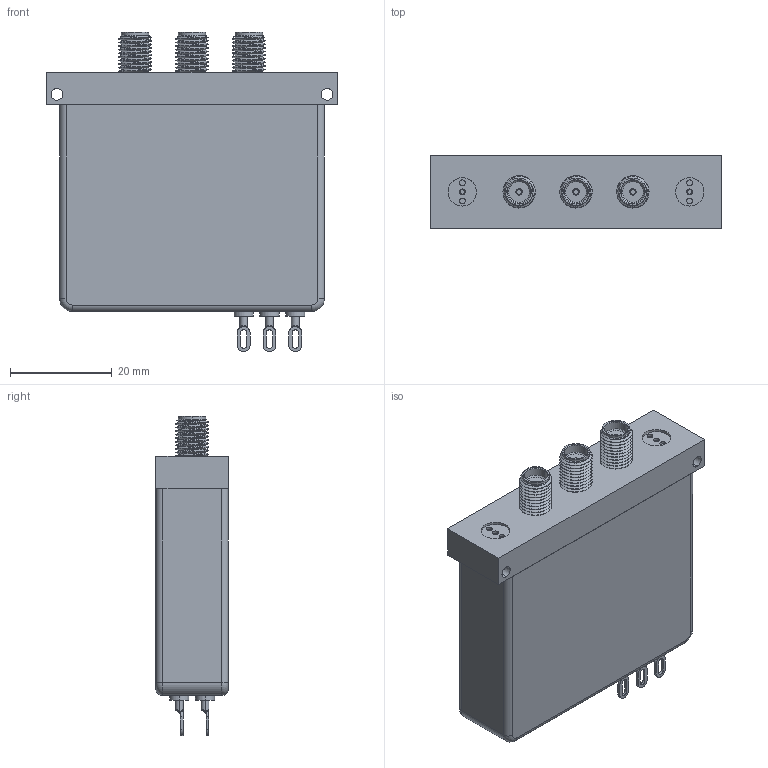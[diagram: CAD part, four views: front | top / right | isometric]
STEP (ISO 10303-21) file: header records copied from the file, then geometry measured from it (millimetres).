
FILE_DESCRIPTION (( 'STEP AP214' ), '1' );
FILE_NAME ('FMSW6469.step', '2021-02-25T21:31:56', ( '' ), ( '' ), 'SwSTEP 2.0', 'SolidWorks 2018', '' );
FILE_SCHEMA (( 'AUTOMOTIVE_DESIGN' ));
Length unit declared in the file: inch
Products named in the file (1): FMSW6469
Bounding box: 57.15 x 14.28 x 62.74 mm (x, y, z)
Volume: 35667.9 mm3; surface area: 9084.7 mm2
Topology: 1 solids, 1 shells, 903 faces, 2395 edges, 1572 vertices
Faces by surface type: plane 456, bspline 214, cylinder 202, cone 27, torus 4
Entity records: 40484 total; most frequent: CARTESIAN_POINT 19757, ORIENTED_EDGE 4766, DIRECTION 3467, EDGE_CURVE 2383, VERTEX_POINT 1572, VECTOR 1451, LINE 1451, EDGE_LOOP 1009
